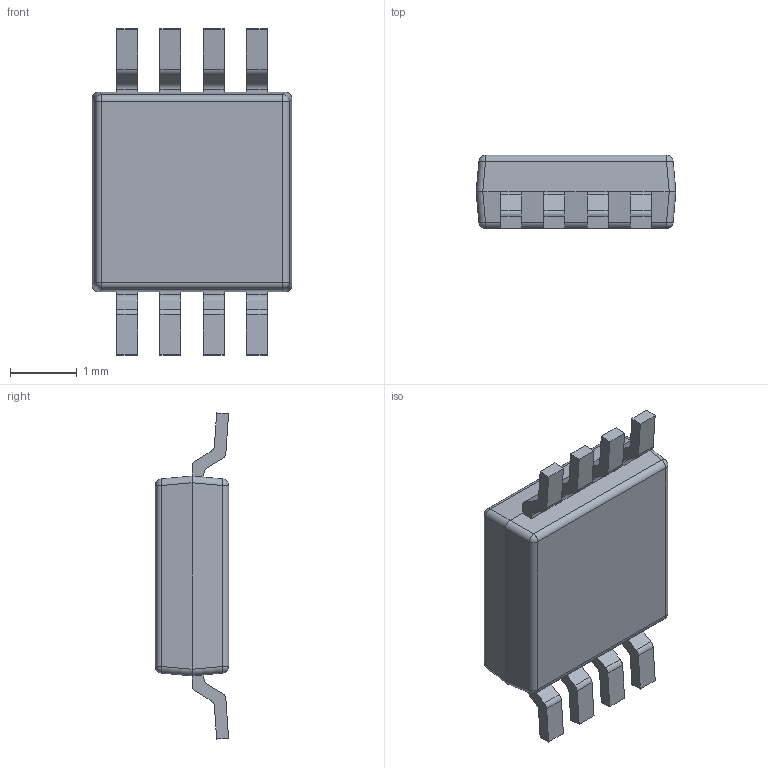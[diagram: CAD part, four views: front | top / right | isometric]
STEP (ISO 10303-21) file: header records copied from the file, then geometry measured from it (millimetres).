
FILE_DESCRIPTION(('FreeCAD Model'),'2;1');
FILE_NAME('VSSOP-8 DGK.step', '2017-06-30T17:51:45',('kicad StepUp'),('ksu MCAD'), 'Open CASCADE STEP processor 6.8','FreeCAD','Unknown');
FILE_SCHEMA(('AUTOMOTIVE_DESIGN_CC2 { 1 2 10303 214 -1 1 5 4 }'));
Length unit declared in the file: millimetre
Products named in the file (1): VSSOP-8_DGK
Bounding box: 3 x 1.1 x 4.9 mm (x, y, z)
Volume: 10.1 mm3; surface area: 37.8 mm2
Topology: 1 solids, 1 shells, 141 faces, 374 edges, 228 vertices
Faces by surface type: plane 83, cylinder 50, sphere 8
Entity records: 5249 total; most frequent: CARTESIAN_POINT 748, DIRECTION 738, ORIENTED_EDGE 732, EDGE_CURVE 366, LINE 270, VECTOR 270, AXIS2_PLACEMENT_3D 234, VERTEX_POINT 228
